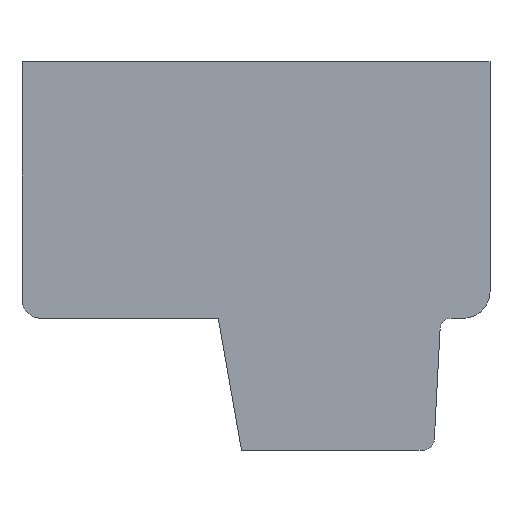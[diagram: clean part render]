
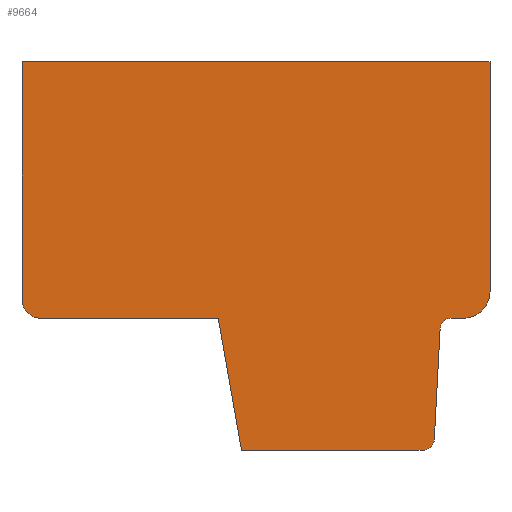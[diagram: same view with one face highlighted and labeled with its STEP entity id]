
A CAD part, front view. The second image highlights one B-rep face of the part: STEP entity #9664.
In plain terms, the highlighted planar face has unit normal (0, -1, 0).
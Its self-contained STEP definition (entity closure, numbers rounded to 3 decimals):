
#1=DIRECTION('',(0.,0.,1.));
#2=VECTOR('',#1,6.3);
#3=CARTESIAN_POINT('',(-6.2,0.,-1.15));
#4=LINE('',#3,#2);
#5=DIRECTION('',(1.,0.,0.));
#6=VECTOR('',#5,12.4);
#7=CARTESIAN_POINT('',(-6.2,0.,5.15));
#8=LINE('',#7,#6);
#9=DIRECTION('',(0.,0.,-1.));
#10=VECTOR('',#9,6.1);
#11=CARTESIAN_POINT('',(6.2,0.,5.15));
#12=LINE('',#11,#10);
#13=CARTESIAN_POINT('',(5.5,0.,-0.95));
#14=DIRECTION('',(0.,1.,0.));
#15=DIRECTION('',(1.,0.,0.));
#16=AXIS2_PLACEMENT_3D('',#13,#14,#15);
#18=DIRECTION('',(-1.,0.,0.));
#19=VECTOR('',#18,0.323);
#20=CARTESIAN_POINT('',(5.5,0.,-1.65));
#21=LINE('',#20,#19);
#22=CARTESIAN_POINT('',(5.177,0.,-1.95));
#23=DIRECTION('',(0.,-1.,0.));
#24=DIRECTION('',(0.,0.,1.));
#25=AXIS2_PLACEMENT_3D('',#22,#23,#24);
#27=DIRECTION('',(-0.052,0.,-0.999));
#28=VECTOR('',#27,2.904);
#29=CARTESIAN_POINT('',(4.877,0.,-1.95));
#30=LINE('',#29,#28);
#31=CARTESIAN_POINT('',(4.425,0.,-4.85));
#32=DIRECTION('',(0.,1.,0.));
#33=DIRECTION('',(1.,0.,0.));
#34=AXIS2_PLACEMENT_3D('',#31,#32,#33);
#36=DIRECTION('',(-1.,0.,0.));
#37=VECTOR('',#36,4.808);
#38=CARTESIAN_POINT('',(4.425,0.,-5.15));
#39=LINE('',#38,#37);
#40=DIRECTION('',(-0.174,0.,0.985));
#41=VECTOR('',#40,3.554);
#42=CARTESIAN_POINT('',(-0.383,0.,-5.15));
#43=LINE('',#42,#41);
#44=DIRECTION('',(-1.,0.,0.));
#45=VECTOR('',#44,4.7);
#46=CARTESIAN_POINT('',(-1.,0.,-1.65));
#47=LINE('',#46,#45);
#48=CARTESIAN_POINT('',(-5.7,0.,-1.15));
#49=DIRECTION('',(0.,1.,0.));
#50=DIRECTION('',(0.,0.,-1.));
#51=AXIS2_PLACEMENT_3D('',#48,#49,#50);
#7329=CARTESIAN_POINT('',(-6.2,0.,-1.15));
#7330=CARTESIAN_POINT('',(-6.2,0.,5.15));
#7331=VERTEX_POINT('',#7329);
#7332=VERTEX_POINT('',#7330);
#7333=CARTESIAN_POINT('',(6.2,0.,5.15));
#7334=VERTEX_POINT('',#7333);
#7335=CARTESIAN_POINT('',(6.2,0.,-0.95));
#7336=VERTEX_POINT('',#7335);
#7337=CARTESIAN_POINT('',(5.5,0.,-1.65));
#7338=VERTEX_POINT('',#7337);
#7339=CARTESIAN_POINT('',(5.177,0.,-1.65));
#7340=VERTEX_POINT('',#7339);
#7341=CARTESIAN_POINT('',(4.877,0.,-1.95));
#7342=VERTEX_POINT('',#7341);
#7343=CARTESIAN_POINT('',(4.725,0.,-4.85));
#7344=VERTEX_POINT('',#7343);
#7345=CARTESIAN_POINT('',(4.425,0.,-5.15));
#7346=VERTEX_POINT('',#7345);
#7347=CARTESIAN_POINT('',(-0.383,0.,-5.15));
#7348=VERTEX_POINT('',#7347);
#7349=CARTESIAN_POINT('',(-1.,0.,-1.65));
#7350=VERTEX_POINT('',#7349);
#7351=CARTESIAN_POINT('',(-5.7,0.,-1.65));
#7352=VERTEX_POINT('',#7351);
#9633=CARTESIAN_POINT('',(0.,0.,0.));
#9634=DIRECTION('',(0.,1.,0.));
#9635=DIRECTION('',(1.,0.,0.));
#9636=AXIS2_PLACEMENT_3D('',#9633,#9634,#9635);
#9637=PLANE('',#9636);
#9639=ORIENTED_EDGE('',*,*,#9638,.T.);
#9641=ORIENTED_EDGE('',*,*,#9640,.T.);
#9643=ORIENTED_EDGE('',*,*,#9642,.T.);
#9645=ORIENTED_EDGE('',*,*,#9644,.T.);
#9647=ORIENTED_EDGE('',*,*,#9646,.T.);
#9649=ORIENTED_EDGE('',*,*,#9648,.T.);
#9651=ORIENTED_EDGE('',*,*,#9650,.T.);
#9653=ORIENTED_EDGE('',*,*,#9652,.T.);
#9655=ORIENTED_EDGE('',*,*,#9654,.T.);
#9657=ORIENTED_EDGE('',*,*,#9656,.T.);
#9659=ORIENTED_EDGE('',*,*,#9658,.T.);
#9661=ORIENTED_EDGE('',*,*,#9660,.T.);
#9662=EDGE_LOOP('',(#9639,#9641,#9643,#9645,#9647,#9649,#9651,#9653,#9655,#9657,
#9659,#9661));
#9663=FACE_OUTER_BOUND('',#9662,.F.);
#9664=ADVANCED_FACE('',(#9663),#9637,.F.);
#17=CIRCLE('',#16,0.7);
#26=CIRCLE('',#25,0.3);
#35=CIRCLE('',#34,0.3);
#52=CIRCLE('',#51,0.5);
#9638=EDGE_CURVE('',#7331,#7332,#4,.T.);
#9640=EDGE_CURVE('',#7332,#7334,#8,.T.);
#9642=EDGE_CURVE('',#7334,#7336,#12,.T.);
#9644=EDGE_CURVE('',#7336,#7338,#17,.T.);
#9646=EDGE_CURVE('',#7338,#7340,#21,.T.);
#9648=EDGE_CURVE('',#7340,#7342,#26,.T.);
#9650=EDGE_CURVE('',#7342,#7344,#30,.T.);
#9652=EDGE_CURVE('',#7344,#7346,#35,.T.);
#9654=EDGE_CURVE('',#7346,#7348,#39,.T.);
#9656=EDGE_CURVE('',#7348,#7350,#43,.T.);
#9658=EDGE_CURVE('',#7350,#7352,#47,.T.);
#9660=EDGE_CURVE('',#7352,#7331,#52,.T.);
